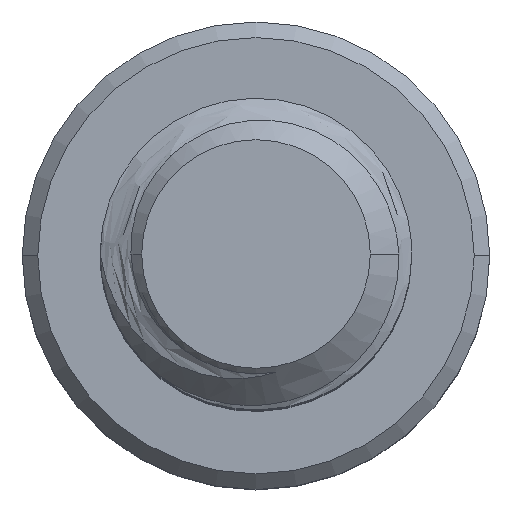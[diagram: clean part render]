
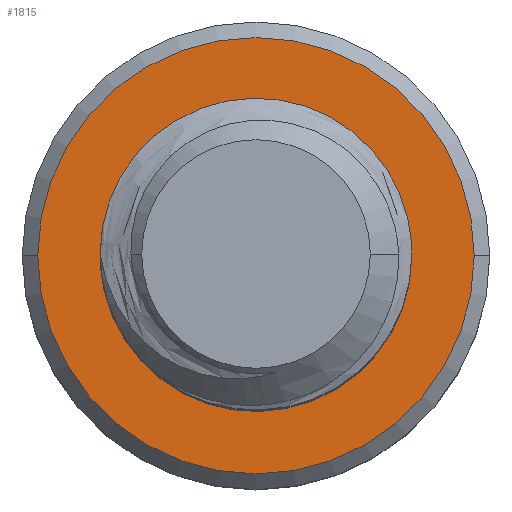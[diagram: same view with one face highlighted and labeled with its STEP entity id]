
A CAD part, top view. The second image highlights one B-rep face of the part: STEP entity #1815.
In plain terms, the highlighted planar face has unit normal (0, 0, 1).
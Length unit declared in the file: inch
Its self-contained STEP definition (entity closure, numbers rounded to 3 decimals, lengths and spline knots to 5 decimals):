
#27 = CIRCLE ( 'NONE', #3768, 0.15625 ) ;
#363 = CIRCLE ( 'NONE', #3588, 0.21875 ) ;
#385 = CIRCLE ( 'NONE', #3592, 0.12017 ) ;
#450 = CIRCLE ( 'NONE', #3598, 0.21875 ) ;
#573 = FACE_BOUND ( 'NONE', #719, .T. ) ;
#579 = FACE_OUTER_BOUND ( 'NONE', #703, .T. ) ;
#703 = EDGE_LOOP ( 'NONE', ( #1298, #1160 ) ) ;
#719 = EDGE_LOOP ( 'NONE', ( #1285, #993, #1146, #992 ) ) ;
#781 = DIRECTION ( 'NONE',  ( 1., 0., 0. ) ) ;
#783 = DIRECTION ( 'NONE',  ( 0., 0., 1. ) ) ;
#809 = CARTESIAN_POINT ( 'NONE',  ( 0., 0., -1. ) ) ;
#992 = ORIENTED_EDGE ( 'NONE', *, *, #3860, .T. ) ;
#993 = ORIENTED_EDGE ( 'NONE', *, *, #3765, .T. ) ;
#1146 = ORIENTED_EDGE ( 'NONE', *, *, #3808, .T. ) ;
#1160 = ORIENTED_EDGE ( 'NONE', *, *, #3832, .T. ) ;
#1285 = ORIENTED_EDGE ( 'NONE', *, *, #3936, .F. ) ;
#1298 = ORIENTED_EDGE ( 'NONE', *, *, #3703, .T. ) ;
#1378 = CARTESIAN_POINT ( 'NONE',  ( -0.02737, -0.12112, -1. ) ) ;
#1382 = CARTESIAN_POINT ( 'NONE',  ( -0.10947, 0.11149, -1. ) ) ;
#1383 = CARTESIAN_POINT ( 'NONE',  ( -0.01375, -0.12175, -1. ) ) ;
#1395 = CARTESIAN_POINT ( 'NONE',  ( 0., -0.12017, -1. ) ) ;
#1402 = CARTESIAN_POINT ( 'NONE',  ( -0.13776, -0.02997, -1. ) ) ;
#1403 = CARTESIAN_POINT ( 'NONE',  ( -0.13538, -0.03649, -1. ) ) ;
#1404 = CARTESIAN_POINT ( 'NONE',  ( -0.12977, -0.04903, -1. ) ) ;
#1415 = CARTESIAN_POINT ( 'NONE',  ( -0.12653, -0.05505, -1. ) ) ;
#1416 = CARTESIAN_POINT ( 'NONE',  ( -0.11921, -0.06662, -1. ) ) ;
#1417 = CARTESIAN_POINT ( 'NONE',  ( -0.1151, -0.07221, -1. ) ) ;
#1457 = CARTESIAN_POINT ( 'NONE',  ( -0.11832, 0.10089, -1. ) ) ;
#1472 = CARTESIAN_POINT ( 'NONE',  ( -0.12573, 0.0892, -1. ) ) ;
#1475 = CARTESIAN_POINT ( 'NONE',  ( -0.1373, 0.06447, -1. ) ) ;
#1476 = CARTESIAN_POINT ( 'NONE',  ( -0.14137, 0.05109, -1. ) ) ;
#1529 = CARTESIAN_POINT ( 'NONE',  ( -0.14472, 0.00341, -1. ) ) ;
#1530 = CARTESIAN_POINT ( 'NONE',  ( -0.14289, -0.01014, -1. ) ) ;
#1531 = CARTESIAN_POINT ( 'NONE',  ( -0.1415, -0.01681, -1. ) ) ;
#1545 = CARTESIAN_POINT ( 'NONE',  ( -0.10605, -0.08256, -1. ) ) ;
#1546 = CARTESIAN_POINT ( 'NONE',  ( -0.10116, -0.08733, -1. ) ) ;
#1547 = CARTESIAN_POINT ( 'NONE',  ( -0.09065, -0.09604, -1. ) ) ;
#1684 = CARTESIAN_POINT ( 'NONE',  ( -0.14447, 0.03087, -1. ) ) ;
#1685 = CARTESIAN_POINT ( 'NONE',  ( -0.14503, 0.02407, -1. ) ) ;
#1686 = CARTESIAN_POINT ( 'NONE',  ( -0.14516, 0.01034, -1. ) ) ;
#1719 = CARTESIAN_POINT ( 'NONE',  ( -0.08499, -0.10002, -1. ) ) ;
#1720 = CARTESIAN_POINT ( 'NONE',  ( -0.06717, -0.11048, -1. ) ) ;
#1721 = CARTESIAN_POINT ( 'NONE',  ( -0.05439, -0.11543, -1. ) ) ;
#1732 = B_SPLINE_CURVE_WITH_KNOTS ( 'NONE', 3,
 ( #1395, #1383, #1378, #1721, #1720, #1719, #1547, #1546, #1545, #1417, #1416, #1415, #1404, #1403, #1402, #1531, #1530, #1529, #1686, #1685, #1684, #1476, #1475, #1472, #1457, #1382 ),
 .UNSPECIFIED., .F., .F.,
 ( 4, 2, 2, 2, 2, 2, 2, 2, 2, 2, 2, 2, 4 ),
 ( 0., 0.00104, 0.00208, 0.0026, 0.00312, 0.00364, 0.00416, 0.00468, 0.0052, 0.00572, 0.00624, 0.00728, 0.00832 ),
 .UNSPECIFIED. ) ;
#1737 = B_SPLINE_CURVE_WITH_KNOTS ( 'NONE', 3,
 ( #4840, #3583, #3371, #3546, #3542, #3541, #3523, #3532, #3536, #3535, #3530, #3539, #3529, #3524, #3533, #3531, #3538, #3239, #3238, #3237, #3232, #3234, #3231, #3236, #3230, #3235 ),
 .UNSPECIFIED., .F., .F.,
 ( 4, 2, 2, 2, 2, 2, 2, 2, 2, 2, 2, 2, 4 ),
 ( 0., 0.00104, 0.00156, 0.00208, 0.0026, 0.00312, 0.00416, 0.00468, 0.0052, 0.00572, 0.00624, 0.00728, 0.00832 ),
 .UNSPECIFIED. ) ;
#1815 = ADVANCED_FACE ( 'NONE', ( #579, #573 ), #4012, .F. ) ;
#2910 = VERTEX_POINT ( 'NONE', #5046 ) ;
#2939 = VERTEX_POINT ( 'NONE', #4917 ) ;
#2954 = VERTEX_POINT ( 'NONE', #4907 ) ;
#2956 = VERTEX_POINT ( 'NONE', #4875 ) ;
#3002 = VERTEX_POINT ( 'NONE', #4870 ) ;
#3003 = VERTEX_POINT ( 'NONE', #4932 ) ;
#3108 = DIRECTION ( 'NONE',  ( 0., 0., 1. ) ) ;
#3117 = CARTESIAN_POINT ( 'NONE',  ( 0., 0., -1. ) ) ;
#3163 = DIRECTION ( 'NONE',  ( -1., 0., 0. ) ) ;
#3230 = CARTESIAN_POINT ( 'NONE',  ( 0.09524, -0.07738, -1. ) ) ;
#3231 = CARTESIAN_POINT ( 'NONE',  ( 0.11949, -0.04411, -1. ) ) ;
#3232 = CARTESIAN_POINT ( 'NONE',  ( 0.13043, -0.01166, -1. ) ) ;
#3234 = CARTESIAN_POINT ( 'NONE',  ( 0.12506, -0.03161, -1. ) ) ;
#3235 = CARTESIAN_POINT ( 'NONE',  ( 0.08419, -0.08574, -1. ) ) ;
#3236 = CARTESIAN_POINT ( 'NONE',  ( 0.10443, -0.0673, -1. ) ) ;
#3237 = CARTESIAN_POINT ( 'NONE',  ( 0.13169, -0.00485, -1. ) ) ;
#3238 = CARTESIAN_POINT ( 'NONE',  ( 0.13314, 0.00872, -1. ) ) ;
#3239 = CARTESIAN_POINT ( 'NONE',  ( 0.13333, 0.01554, -1. ) ) ;
#3295 = DIRECTION ( 'NONE',  ( 0., 0., -1. ) ) ;
#3300 = DIRECTION ( 'NONE',  ( 1., 0., 0. ) ) ;
#3307 = CARTESIAN_POINT ( 'NONE',  ( 0., 0., -1. ) ) ;
#3371 = CARTESIAN_POINT ( 'NONE',  ( 0.02707, 0.15194, -1. ) ) ;
#3523 = CARTESIAN_POINT ( 'NONE',  ( 0.07027, 0.13128, -1. ) ) ;
#3524 = CARTESIAN_POINT ( 'NONE',  ( 0.12703, 0.05604, -1. ) ) ;
#3529 = CARTESIAN_POINT ( 'NONE',  ( 0.1198, 0.07515, -1. ) ) ;
#3530 = CARTESIAN_POINT ( 'NONE',  ( 0.10062, 0.10366, -1. ) ) ;
#3531 = CARTESIAN_POINT ( 'NONE',  ( 0.13175, 0.03614, -1. ) ) ;
#3532 = CARTESIAN_POINT ( 'NONE',  ( 0.08118, 0.12307, -1. ) ) ;
#3533 = CARTESIAN_POINT ( 'NONE',  ( 0.12894, 0.04951, -1. ) ) ;
#3535 = CARTESIAN_POINT ( 'NONE',  ( 0.09614, 0.10882, -1. ) ) ;
#3536 = CARTESIAN_POINT ( 'NONE',  ( 0.08642, 0.11853, -1. ) ) ;
#3538 = CARTESIAN_POINT ( 'NONE',  ( 0.13264, 0.02924, -1. ) ) ;
#3539 = CARTESIAN_POINT ( 'NONE',  ( 0.11295, 0.08735, -1. ) ) ;
#3541 = CARTESIAN_POINT ( 'NONE',  ( 0.06455, 0.13499, -1. ) ) ;
#3542 = CARTESIAN_POINT ( 'NONE',  ( 0.0526, 0.14162, -1. ) ) ;
#3546 = CARTESIAN_POINT ( 'NONE',  ( 0.04632, 0.14455, -1. ) ) ;
#3583 = CARTESIAN_POINT ( 'NONE',  ( 0.01377, 0.15503, -1. ) ) ;
#3588 = AXIS2_PLACEMENT_3D ( 'NONE', #3117, #3108, #3163 ) ;
#3592 = AXIS2_PLACEMENT_3D ( 'NONE', #3307, #3295, #3300 ) ;
#3598 = AXIS2_PLACEMENT_3D ( 'NONE', #4706, #4705, #4704 ) ;
#3703 = EDGE_CURVE ( 'NONE', #2910, #2939, #450, .T. ) ;
#3765 = EDGE_CURVE ( 'NONE', #3002, #2956, #1737, .T. ) ;
#3768 = AXIS2_PLACEMENT_3D ( 'NONE', #809, #783, #781 ) ;
#3808 = EDGE_CURVE ( 'NONE', #2956, #2954, #385, .T. ) ;
#3832 = EDGE_CURVE ( 'NONE', #2939, #2910, #363, .T. ) ;
#3860 = EDGE_CURVE ( 'NONE', #2954, #3003, #1732, .T. ) ;
#3936 = EDGE_CURVE ( 'NONE', #3002, #3003, #27, .T. ) ;
#3949 = AXIS2_PLACEMENT_3D ( 'NONE', #4015, #4013, #4005 ) ;
#4005 = DIRECTION ( 'NONE',  ( -1., 0., 0. ) ) ;
#4012 = PLANE ( 'NONE',  #3949 ) ;
#4013 = DIRECTION ( 'NONE',  ( 0., 0., -1. ) ) ;
#4015 = CARTESIAN_POINT ( 'NONE',  ( 0., 0., -1. ) ) ;
#4704 = DIRECTION ( 'NONE',  ( -1., 0., 0. ) ) ;
#4705 = DIRECTION ( 'NONE',  ( 0., 0., 1. ) ) ;
#4706 = CARTESIAN_POINT ( 'NONE',  ( 0., 0., -1. ) ) ;
#4840 = CARTESIAN_POINT ( 'NONE',  ( 0., 0.15625, -1. ) ) ;
#4870 = CARTESIAN_POINT ( 'NONE',  ( 0., 0.15625, -1. ) ) ;
#4875 = CARTESIAN_POINT ( 'NONE',  ( 0.08419, -0.08574, -1. ) ) ;
#4907 = CARTESIAN_POINT ( 'NONE',  ( 0., -0.12017, -1. ) ) ;
#4917 = CARTESIAN_POINT ( 'NONE',  ( 0.21875, 0., -1. ) ) ;
#4932 = CARTESIAN_POINT ( 'NONE',  ( -0.10947, 0.11149, -1. ) ) ;
#5046 = CARTESIAN_POINT ( 'NONE',  ( -0.21875, 0., -1. ) ) ;
